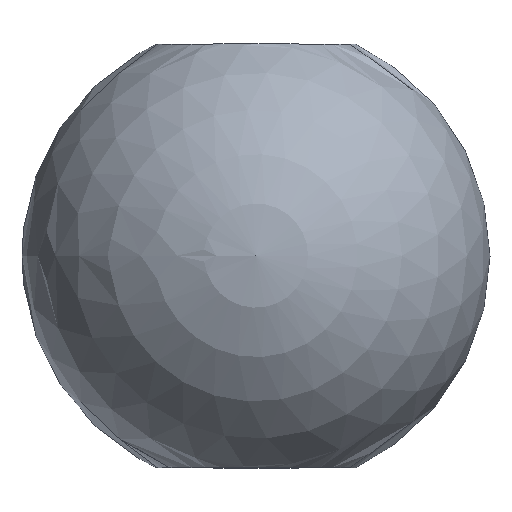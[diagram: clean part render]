
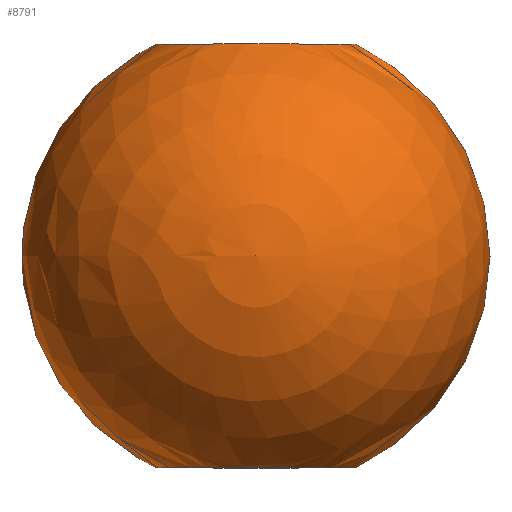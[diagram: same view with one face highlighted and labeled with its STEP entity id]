
A CAD part, top view. The second image highlights one B-rep face of the part: STEP entity #8791.
In plain terms, the highlighted spherical face has radius 15 mm.
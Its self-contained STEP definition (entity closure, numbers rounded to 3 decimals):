
#764 = DIRECTION ( 'NONE',  ( 0., 1., 0. ) ) ;
#1430 = ORIENTED_EDGE ( 'NONE', *, *, #9598, .T. ) ;
#1704 = VERTEX_POINT ( 'NONE', #9358 ) ;
#1768 = DIRECTION ( 'NONE',  ( 0., 0., -1. ) ) ;
#2186 = SPHERICAL_SURFACE ( 'NONE', #9363, 15. ) ;
#2470 = EDGE_LOOP ( 'NONE', ( #3826 ) ) ;
#2523 = DIRECTION ( 'NONE',  ( 0., -1., 0. ) ) ;
#3135 = DIRECTION ( 'NONE',  ( 1., 0., 0. ) ) ;
#3337 = CIRCLE ( 'NONE', #8044, 6.376 ) ;
#3826 = ORIENTED_EDGE ( 'NONE', *, *, #9537, .T. ) ;
#4053 = FACE_OUTER_BOUND ( 'NONE', #9578, .T. ) ;
#4418 = FACE_OUTER_BOUND ( 'NONE', #2470, .T. ) ;
#4712 = AXIS2_PLACEMENT_3D ( 'NONE', #8449, #2523, #1768 ) ;
#5604 = CARTESIAN_POINT ( 'NONE',  ( 0., -13.577, 6.376 ) ) ;
#6676 = CARTESIAN_POINT ( 'NONE',  ( 0., -13.577, 0. ) ) ;
#6838 = DIRECTION ( 'NONE',  ( 0., 0., -1. ) ) ;
#8044 = AXIS2_PLACEMENT_3D ( 'NONE', #6676, #764, #9175 ) ;
#8449 = CARTESIAN_POINT ( 'NONE',  ( 0., 13.577, 0. ) ) ;
#8791 = ADVANCED_FACE ( 'NONE', ( #4053, #4418 ), #2186, .T. ) ;
#9094 = VERTEX_POINT ( 'NONE', #5604 ) ;
#9117 = CARTESIAN_POINT ( 'NONE',  ( 0., 0., 0. ) ) ;
#9175 = DIRECTION ( 'NONE',  ( 0., 0., 1. ) ) ;
#9358 = CARTESIAN_POINT ( 'NONE',  ( 0., 13.577, -6.376 ) ) ;
#9363 = AXIS2_PLACEMENT_3D ( 'NONE', #9117, #6838, #3135 ) ;
#9433 = CIRCLE ( 'NONE', #4712, 6.376 ) ;
#9537 = EDGE_CURVE ( 'NONE', #9094, #9094, #3337, .T. ) ;
#9578 = EDGE_LOOP ( 'NONE', ( #1430 ) ) ;
#9598 = EDGE_CURVE ( 'NONE', #1704, #1704, #9433, .T. ) ;
